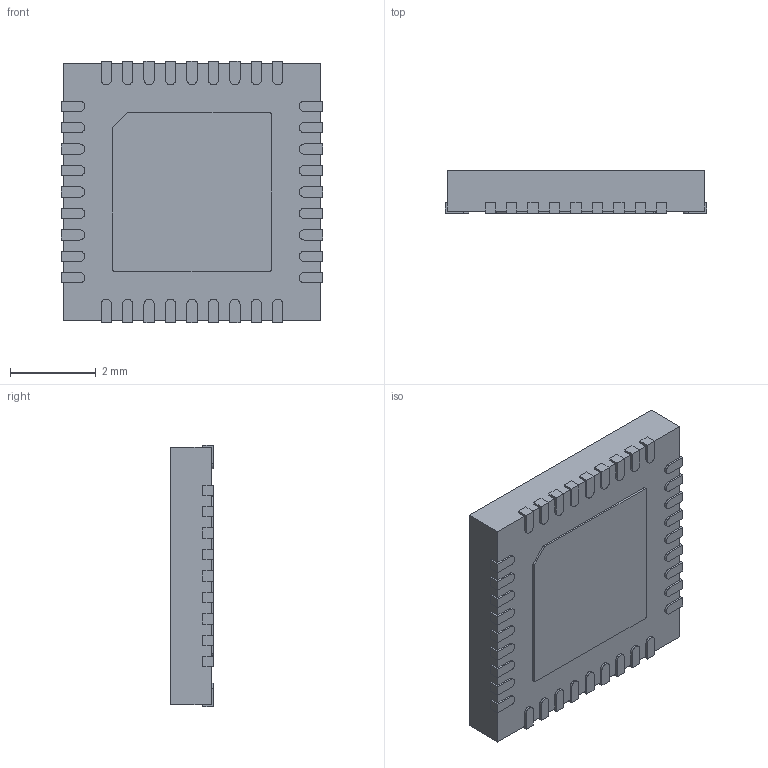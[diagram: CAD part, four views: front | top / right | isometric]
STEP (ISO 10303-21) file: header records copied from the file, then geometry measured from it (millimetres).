
FILE_DESCRIPTION (( 'STEP AP214' ), '1' );
FILE_NAME ( 'QFN37P50_600X600X100L55X24T370.STEP', '2018-10-16T11:10:49', ( '' ), ( '' ), 'Part was generated with the free Library Expert Lite available at www.PCBLibraries.com. Removing line will violate the End User License Agreement.', '©2017 PCB Libraries, Inc.', '' );
FILE_SCHEMA (( 'AUTOMOTIVE_DESIGN' ));
Length unit declared in the file: millimetre
Products named in the file (1): QFN37P50_600X600X100L55X24T370
Bounding box: 6.1 x 1 x 6.1 mm (x, y, z)
Volume: 35.2 mm3; surface area: 144.5 mm2
Topology: 38 solids, 38 shells, 352 faces, 822 edges, 548 vertices
Faces by surface type: plane 272, cylinder 78, torus 2
Entity records: 11359 total; most frequent: CARTESIAN_POINT 1723, DIRECTION 1690, ORIENTED_EDGE 1644, EDGE_CURVE 822, VECTOR 660, LINE 660, VERTEX_POINT 548, AXIS2_PLACEMENT_3D 515
